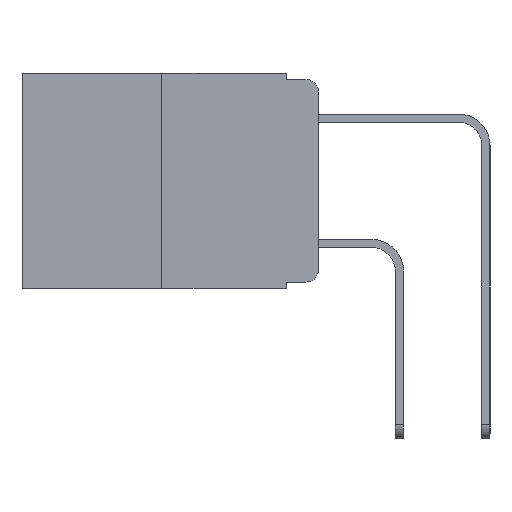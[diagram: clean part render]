
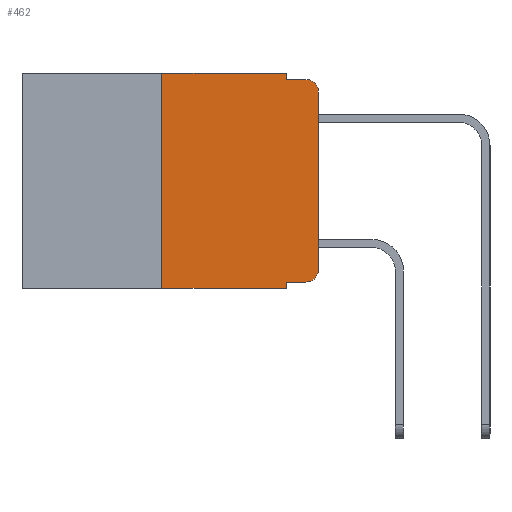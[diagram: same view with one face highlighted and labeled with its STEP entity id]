
A CAD part, left-side view. The second image highlights one B-rep face of the part: STEP entity #462.
In plain terms, the highlighted planar face has unit normal (-1, 0, 0).
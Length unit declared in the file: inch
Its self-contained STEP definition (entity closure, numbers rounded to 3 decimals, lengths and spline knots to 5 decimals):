
#2 = DIRECTION ( 'NONE',  ( 0., -1., 0. ) ) ;
#5 = ORIENTED_EDGE ( 'NONE', *, *, #4528, .F. ) ;
#13 = DIRECTION ( 'NONE',  ( 0., -1., 0. ) ) ;
#236 = CARTESIAN_POINT ( 'NONE',  ( 0., 0., -0.03 ) ) ;
#462 = ADVANCED_FACE ( 'NONE', ( #9570 ), #10013, .F. ) ;
#737 = CARTESIAN_POINT ( 'NONE',  ( 0., 0.02, -0.03 ) ) ;
#741 = EDGE_CURVE ( 'NONE', #6918, #7672, #10361, .T. ) ;
#788 = CARTESIAN_POINT ( 'NONE',  ( 0., 0.051, -0.01 ) ) ;
#935 = AXIS2_PLACEMENT_3D ( 'NONE', #6961, #8409, #4911 ) ;
#1071 = ORIENTED_EDGE ( 'NONE', *, *, #6312, .T. ) ;
#1092 = CARTESIAN_POINT ( 'NONE',  ( 0., 0.473, -0.343 ) ) ;
#1093 = VERTEX_POINT ( 'NONE', #11411 ) ;
#1494 = LINE ( 'NONE', #6841, #10716 ) ;
#1582 = DIRECTION ( 'NONE',  ( 0., 0., -1. ) ) ;
#1585 = CARTESIAN_POINT ( 'NONE',  ( 0., 0.051, 0. ) ) ;
#1704 = ORIENTED_EDGE ( 'NONE', *, *, #5130, .F. ) ;
#1816 = CARTESIAN_POINT ( 'NONE',  ( 0., 0., -0.313 ) ) ;
#2004 = DIRECTION ( 'NONE',  ( 0., 0., -1. ) ) ;
#2059 = EDGE_CURVE ( 'NONE', #6918, #6498, #5924, .T. ) ;
#2073 = ORIENTED_EDGE ( 'NONE', *, *, #6936, .T. ) ;
#2310 = DIRECTION ( 'NONE',  ( 0., 0., 1. ) ) ;
#2363 = VECTOR ( 'NONE', #10793, 39.37008 ) ;
#2689 = EDGE_CURVE ( 'NONE', #3961, #1093, #4801, .T. ) ;
#2886 = VECTOR ( 'NONE', #4695, 39.37008 ) ;
#3073 = ORIENTED_EDGE ( 'NONE', *, *, #10226, .T. ) ;
#3151 = CARTESIAN_POINT ( 'NONE',  ( 0., 0.051, 0. ) ) ;
#3171 = LINE ( 'NONE', #4681, #2886 ) ;
#3467 = CARTESIAN_POINT ( 'NONE',  ( 0., 0.02, -0.313 ) ) ;
#3909 = LINE ( 'NONE', #1585, #4196 ) ;
#3961 = VERTEX_POINT ( 'NONE', #5249 ) ;
#4076 = ORIENTED_EDGE ( 'NONE', *, *, #741, .T. ) ;
#4196 = VECTOR ( 'NONE', #1582, 39.37008 ) ;
#4240 = CARTESIAN_POINT ( 'NONE',  ( 0., 0.051, 0. ) ) ;
#4245 = CARTESIAN_POINT ( 'NONE',  ( 0., 0.02, -0.333 ) ) ;
#4390 = DIRECTION ( 'NONE',  ( 0., 0., -1. ) ) ;
#4528 = EDGE_CURVE ( 'NONE', #8327, #11340, #3909, .T. ) ;
#4580 = DIRECTION ( 'NONE',  ( 0., 0., -1. ) ) ;
#4656 = VERTEX_POINT ( 'NONE', #236 ) ;
#4681 = CARTESIAN_POINT ( 'NONE',  ( 0., 0.051, -0.01 ) ) ;
#4695 = DIRECTION ( 'NONE',  ( 0., -1., 0. ) ) ;
#4801 = LINE ( 'NONE', #7242, #2363 ) ;
#4895 = DIRECTION ( 'NONE',  ( -1., 0., 0. ) ) ;
#4911 = DIRECTION ( 'NONE',  ( 0., 0., -1. ) ) ;
#5035 = ORIENTED_EDGE ( 'NONE', *, *, #11431, .F. ) ;
#5124 = CIRCLE ( 'NONE', #5129, 0.02 ) ;
#5129 = AXIS2_PLACEMENT_3D ( 'NONE', #737, #4895, #4580 ) ;
#5130 = EDGE_CURVE ( 'NONE', #11340, #5327, #3171, .T. ) ;
#5249 = CARTESIAN_POINT ( 'NONE',  ( 0., 0.25, -0.343 ) ) ;
#5327 = VERTEX_POINT ( 'NONE', #5873 ) ;
#5553 = CARTESIAN_POINT ( 'NONE',  ( 0., 0.473, 0. ) ) ;
#5873 = CARTESIAN_POINT ( 'NONE',  ( 0., 0.02, -0.01 ) ) ;
#5924 = LINE ( 'NONE', #4240, #9784 ) ;
#6312 = EDGE_CURVE ( 'NONE', #4656, #5327, #5124, .T. ) ;
#6498 = VERTEX_POINT ( 'NONE', #11459 ) ;
#6841 = CARTESIAN_POINT ( 'NONE',  ( 0., 0., 0. ) ) ;
#6867 = EDGE_LOOP ( 'NONE', ( #2073, #1071, #1704, #5, #5035, #8695, #3073, #10551, #4076, #11172 ) ) ;
#6873 = VECTOR ( 'NONE', #2, 39.37008 ) ;
#6918 = VERTEX_POINT ( 'NONE', #10303 ) ;
#6936 = EDGE_CURVE ( 'NONE', #9595, #4656, #1494, .T. ) ;
#6961 = CARTESIAN_POINT ( 'NONE',  ( 0., 0.473, 0. ) ) ;
#7134 = LINE ( 'NONE', #1092, #6873 ) ;
#7242 = CARTESIAN_POINT ( 'NONE',  ( 0., 0.25, 0. ) ) ;
#7672 = VERTEX_POINT ( 'NONE', #4245 ) ;
#8327 = VERTEX_POINT ( 'NONE', #3151 ) ;
#8409 = DIRECTION ( 'NONE',  ( 1., 0., 0. ) ) ;
#8536 = AXIS2_PLACEMENT_3D ( 'NONE', #3467, #9687, #4390 ) ;
#8695 = ORIENTED_EDGE ( 'NONE', *, *, #2689, .F. ) ;
#9063 = LINE ( 'NONE', #5553, #11006 ) ;
#9191 = CIRCLE ( 'NONE', #8536, 0.02 ) ;
#9570 = FACE_OUTER_BOUND ( 'NONE', #6867, .T. ) ;
#9595 = VERTEX_POINT ( 'NONE', #1816 ) ;
#9687 = DIRECTION ( 'NONE',  ( -1., 0., 0. ) ) ;
#9772 = CARTESIAN_POINT ( 'NONE',  ( 0., 0.051, -0.333 ) ) ;
#9784 = VECTOR ( 'NONE', #2004, 39.37008 ) ;
#10013 = PLANE ( 'NONE',  #935 ) ;
#10226 = EDGE_CURVE ( 'NONE', #3961, #6498, #7134, .T. ) ;
#10303 = CARTESIAN_POINT ( 'NONE',  ( 0., 0.051, -0.333 ) ) ;
#10361 = LINE ( 'NONE', #9772, #11112 ) ;
#10551 = ORIENTED_EDGE ( 'NONE', *, *, #2059, .F. ) ;
#10716 = VECTOR ( 'NONE', #2310, 39.37008 ) ;
#10781 = DIRECTION ( 'NONE',  ( 0., -1., 0. ) ) ;
#10793 = DIRECTION ( 'NONE',  ( 0., 0., 1. ) ) ;
#11006 = VECTOR ( 'NONE', #10781, 39.37008 ) ;
#11112 = VECTOR ( 'NONE', #13, 39.37008 ) ;
#11159 = EDGE_CURVE ( 'NONE', #7672, #9595, #9191, .T. ) ;
#11172 = ORIENTED_EDGE ( 'NONE', *, *, #11159, .T. ) ;
#11340 = VERTEX_POINT ( 'NONE', #788 ) ;
#11411 = CARTESIAN_POINT ( 'NONE',  ( 0., 0.25, 0. ) ) ;
#11431 = EDGE_CURVE ( 'NONE', #1093, #8327, #9063, .T. ) ;
#11459 = CARTESIAN_POINT ( 'NONE',  ( 0., 0.051, -0.343 ) ) ;
